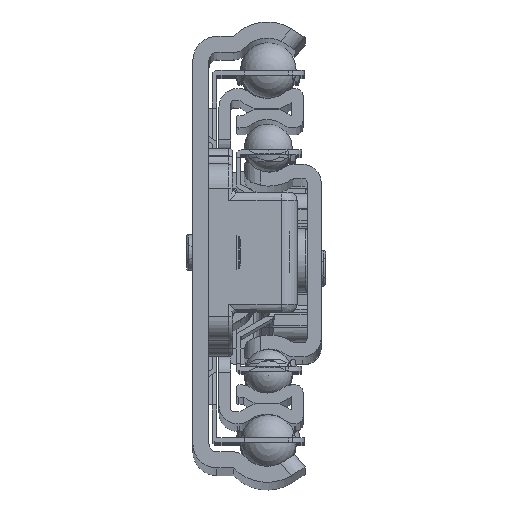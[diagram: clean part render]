
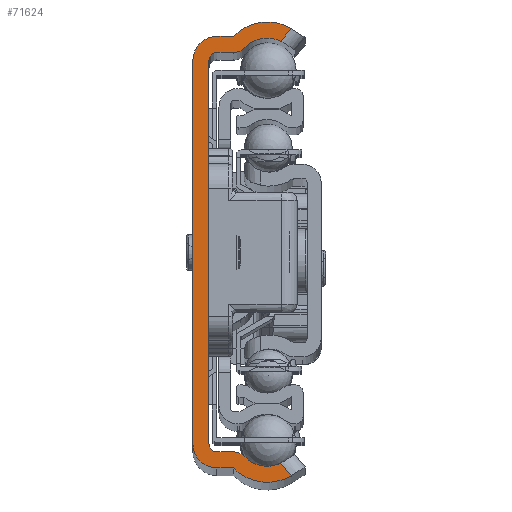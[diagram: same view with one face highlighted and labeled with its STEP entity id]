
A CAD part, top view. The second image highlights one B-rep face of the part: STEP entity #71624.
In plain terms, the highlighted planar face has unit normal (0, 0, 1).
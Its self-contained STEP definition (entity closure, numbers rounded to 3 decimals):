
#7378=LINE('',#123927,#12663);
#7400=LINE('',#124015,#12685);
#7408=LINE('',#124061,#12693);
#7419=LINE('',#124121,#12704);
#7423=LINE('',#124133,#12708);
#7427=LINE('',#124145,#12712);
#7432=LINE('',#124162,#12717);
#7436=LINE('',#124176,#12721);
#12663=VECTOR('',#87975,10.);
#12685=VECTOR('',#88063,10.);
#12693=VECTOR('',#88093,10.);
#12704=VECTOR('',#88140,10.);
#12708=VECTOR('',#88152,10.);
#12712=VECTOR('',#88164,10.);
#12717=VECTOR('',#88185,10.);
#12721=VECTOR('',#88203,10.);
#16209=PLANE('',#76518);
#18934=FACE_OUTER_BOUND('',#22661,.T.);
#22661=EDGE_LOOP('',(#55323,#55324,#55325,#55326,#55327,#55328,#55329,#55330,
#55331,#55332,#55333,#55334,#55335,#55336,#55337,#55338,#55339,#55340));
#25822=CIRCLE('',#76470,5.8);
#25824=CIRCLE('',#76479,3.8);
#25825=CIRCLE('',#76489,3.8);
#25827=CIRCLE('',#76492,2.);
#25829=CIRCLE('',#76496,1.);
#25831=CIRCLE('',#76500,1.);
#25833=CIRCLE('',#76504,2.);
#25835=CIRCLE('',#76508,5.8);
#25837=CIRCLE('',#76512,3.);
#25839=CIRCLE('',#76515,3.);
#30578=VERTEX_POINT('',#123925);
#30579=VERTEX_POINT('',#123926);
#30607=VERTEX_POINT('',#124009);
#30608=VERTEX_POINT('',#124014);
#30615=VERTEX_POINT('',#124036);
#30622=VERTEX_POINT('',#124055);
#30623=VERTEX_POINT('',#124060);
#30627=VERTEX_POINT('',#124076);
#30634=VERTEX_POINT('',#124108);
#30636=VERTEX_POINT('',#124114);
#30638=VERTEX_POINT('',#124120);
#30640=VERTEX_POINT('',#124126);
#30642=VERTEX_POINT('',#124132);
#30644=VERTEX_POINT('',#124138);
#30646=VERTEX_POINT('',#124144);
#30648=VERTEX_POINT('',#124155);
#30650=VERTEX_POINT('',#124161);
#30652=VERTEX_POINT('',#124170);
#39418=EDGE_CURVE('',#30578,#30579,#7378,.T.);
#39461=EDGE_CURVE('',#30607,#30608,#7400,.T.);
#39470=EDGE_CURVE('',#30615,#30607,#25822,.T.);
#39479=EDGE_CURVE('',#30622,#30623,#7408,.T.);
#39485=EDGE_CURVE('',#30627,#30622,#25824,.T.);
#39497=EDGE_CURVE('',#30608,#30634,#25825,.T.);
#39500=EDGE_CURVE('',#30634,#30636,#25827,.T.);
#39503=EDGE_CURVE('',#30636,#30638,#7419,.T.);
#39506=EDGE_CURVE('',#30638,#30640,#25829,.T.);
#39509=EDGE_CURVE('',#30640,#30642,#7423,.T.);
#39512=EDGE_CURVE('',#30642,#30644,#25831,.T.);
#39515=EDGE_CURVE('',#30644,#30646,#7427,.T.);
#39518=EDGE_CURVE('',#30646,#30627,#25833,.T.);
#39521=EDGE_CURVE('',#30623,#30648,#25835,.T.);
#39524=EDGE_CURVE('',#30648,#30650,#7432,.T.);
#39527=EDGE_CURVE('',#30650,#30578,#25837,.T.);
#39529=EDGE_CURVE('',#30579,#30652,#25839,.T.);
#39532=EDGE_CURVE('',#30652,#30615,#7436,.T.);
#55323=ORIENTED_EDGE('',*,*,#39461,.F.);
#55324=ORIENTED_EDGE('',*,*,#39470,.F.);
#55325=ORIENTED_EDGE('',*,*,#39532,.F.);
#55326=ORIENTED_EDGE('',*,*,#39529,.F.);
#55327=ORIENTED_EDGE('',*,*,#39418,.F.);
#55328=ORIENTED_EDGE('',*,*,#39527,.F.);
#55329=ORIENTED_EDGE('',*,*,#39524,.F.);
#55330=ORIENTED_EDGE('',*,*,#39521,.F.);
#55331=ORIENTED_EDGE('',*,*,#39479,.F.);
#55332=ORIENTED_EDGE('',*,*,#39485,.F.);
#55333=ORIENTED_EDGE('',*,*,#39518,.F.);
#55334=ORIENTED_EDGE('',*,*,#39515,.F.);
#55335=ORIENTED_EDGE('',*,*,#39512,.F.);
#55336=ORIENTED_EDGE('',*,*,#39509,.F.);
#55337=ORIENTED_EDGE('',*,*,#39506,.F.);
#55338=ORIENTED_EDGE('',*,*,#39503,.F.);
#55339=ORIENTED_EDGE('',*,*,#39500,.F.);
#55340=ORIENTED_EDGE('',*,*,#39497,.F.);
#71624=ADVANCED_FACE('',(#18934),#16209,.T.);
#76470=AXIS2_PLACEMENT_3D('',#124038,#88075,#88076);
#76479=AXIS2_PLACEMENT_3D('',#124078,#88100,#88101);
#76489=AXIS2_PLACEMENT_3D('',#124109,#88126,#88127);
#76492=AXIS2_PLACEMENT_3D('',#124115,#88133,#88134);
#76496=AXIS2_PLACEMENT_3D('',#124127,#88145,#88146);
#76500=AXIS2_PLACEMENT_3D('',#124139,#88157,#88158);
#76504=AXIS2_PLACEMENT_3D('',#124150,#88169,#88170);
#76508=AXIS2_PLACEMENT_3D('',#124156,#88178,#88179);
#76512=AXIS2_PLACEMENT_3D('',#124167,#88190,#88191);
#76515=AXIS2_PLACEMENT_3D('',#124171,#88196,#88197);
#76518=AXIS2_PLACEMENT_3D('',#124178,#88205,#88206);
#87975=DIRECTION('',(0.,1.,0.));
#88063=DIRECTION('',(-0.653,-0.757,0.));
#88075=DIRECTION('center_axis',(0.,0.,-1.));
#88076=DIRECTION('ref_axis',(-0.525,-0.851,0.));
#88093=DIRECTION('',(0.653,-0.757,0.));
#88100=DIRECTION('center_axis',(0.,0.,1.));
#88101=DIRECTION('ref_axis',(-0.724,-0.69,0.));
#88126=DIRECTION('center_axis',(0.,0.,1.));
#88127=DIRECTION('ref_axis',(0.525,0.851,0.));
#88133=DIRECTION('center_axis',(0.,0.,-1.));
#88134=DIRECTION('ref_axis',(0.,1.,0.));
#88140=DIRECTION('',(-1.,0.,0.));
#88145=DIRECTION('center_axis',(0.,0.,1.));
#88146=DIRECTION('ref_axis',(0.,1.,0.));
#88152=DIRECTION('',(0.,-1.,0.));
#88157=DIRECTION('center_axis',(0.,0.,1.));
#88158=DIRECTION('ref_axis',(-1.,0.,0.));
#88164=DIRECTION('',(1.,0.,0.));
#88169=DIRECTION('center_axis',(0.,0.,-1.));
#88170=DIRECTION('ref_axis',(-0.724,-0.69,0.));
#88178=DIRECTION('center_axis',(0.,0.,-1.));
#88179=DIRECTION('ref_axis',(0.724,0.69,0.));
#88185=DIRECTION('',(-1.,0.,0.));
#88190=DIRECTION('center_axis',(0.,0.,-1.));
#88191=DIRECTION('ref_axis',(1.,0.,0.));
#88196=DIRECTION('center_axis',(0.,0.,-1.));
#88197=DIRECTION('ref_axis',(0.,-1.,0.));
#88203=DIRECTION('',(1.,0.,0.));
#88205=DIRECTION('center_axis',(0.,0.,1.));
#88206=DIRECTION('ref_axis',(1.,0.,0.));
#123925=CARTESIAN_POINT('',(-9.25,-23.9,550.));
#123926=CARTESIAN_POINT('',(-9.25,23.9,550.));
#123927=CARTESIAN_POINT('',(-9.25,-23.9,550.));
#124009=CARTESIAN_POINT('',(3.027,27.848,550.));
#124014=CARTESIAN_POINT('',(1.693,26.302,550.));
#124015=CARTESIAN_POINT('',(-5.642,17.798,550.));
#124036=CARTESIAN_POINT('',(-4.2,26.9,550.));
#124038=CARTESIAN_POINT('Origin',(0.,22.9,
550.));
#124055=CARTESIAN_POINT('',(1.693,-26.302,550.));
#124060=CARTESIAN_POINT('',(3.027,-27.848,550.));
#124061=CARTESIAN_POINT('',(-6.304,-17.031,550.));
#124076=CARTESIAN_POINT('',(-2.752,-25.521,550.));
#124078=CARTESIAN_POINT('Origin',(0.,-22.9,
550.));
#124108=CARTESIAN_POINT('',(-2.752,25.521,550.));
#124109=CARTESIAN_POINT('Origin',(0.,22.9,
550.));
#124114=CARTESIAN_POINT('',(-4.2,24.9,550.));
#124115=CARTESIAN_POINT('Origin',(-4.2,26.9,550.));
#124120=CARTESIAN_POINT('',(-6.25,24.9,550.));
#124121=CARTESIAN_POINT('',(-4.2,24.9,550.));
#124126=CARTESIAN_POINT('',(-7.25,23.9,550.));
#124127=CARTESIAN_POINT('Origin',(-6.25,23.9,550.));
#124132=CARTESIAN_POINT('',(-7.25,-23.9,550.));
#124133=CARTESIAN_POINT('',(-7.25,23.9,550.));
#124138=CARTESIAN_POINT('',(-6.25,-24.9,550.));
#124139=CARTESIAN_POINT('Origin',(-6.25,-23.9,550.));
#124144=CARTESIAN_POINT('',(-4.2,-24.9,550.));
#124145=CARTESIAN_POINT('',(-6.25,-24.9,550.));
#124150=CARTESIAN_POINT('Origin',(-4.2,-26.9,550.));
#124155=CARTESIAN_POINT('',(-4.2,-26.9,550.));
#124156=CARTESIAN_POINT('Origin',(0.,-22.9,
550.));
#124161=CARTESIAN_POINT('',(-6.25,-26.9,550.));
#124162=CARTESIAN_POINT('',(-4.2,-26.9,550.));
#124167=CARTESIAN_POINT('Origin',(-6.25,-23.9,550.));
#124170=CARTESIAN_POINT('',(-6.25,26.9,550.));
#124171=CARTESIAN_POINT('Origin',(-6.25,23.9,550.));
#124176=CARTESIAN_POINT('',(-6.25,26.9,550.));
#124178=CARTESIAN_POINT('Origin',(-5.819,0.,
550.));
